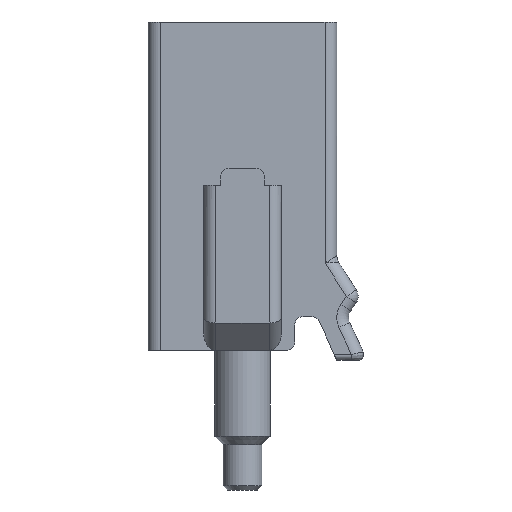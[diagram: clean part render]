
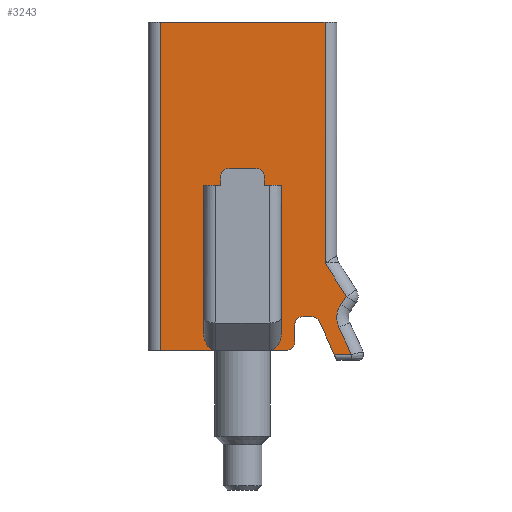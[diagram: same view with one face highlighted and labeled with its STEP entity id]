
A CAD part, left-side view. The second image highlights one B-rep face of the part: STEP entity #3243.
In plain terms, the highlighted planar face has unit normal (-1, 0, 0).
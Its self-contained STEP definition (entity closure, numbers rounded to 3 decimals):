
#52=PLANE('',#3507);
#143=LINE('',#4921,#459);
#145=LINE('',#4928,#461);
#181=LINE('',#5194,#497);
#187=LINE('',#5305,#503);
#197=LINE('',#5338,#513);
#202=LINE('',#5353,#518);
#203=LINE('',#5356,#519);
#204=LINE('',#5358,#520);
#205=LINE('',#5360,#521);
#206=LINE('',#5362,#522);
#207=LINE('',#5366,#523);
#208=LINE('',#5368,#524);
#209=LINE('',#5370,#525);
#210=LINE('',#5374,#526);
#211=LINE('',#5378,#527);
#212=LINE('',#5380,#528);
#213=LINE('',#5382,#529);
#214=LINE('',#5385,#530);
#215=LINE('',#5387,#531);
#459=VECTOR('',#3822,10.);
#461=VECTOR('',#3830,10.);
#497=VECTOR('',#3948,10.);
#503=VECTOR('',#3978,10.);
#513=VECTOR('',#4014,10.);
#518=VECTOR('',#4027,10.);
#519=VECTOR('',#4030,10.);
#520=VECTOR('',#4031,10.);
#521=VECTOR('',#4032,10.);
#522=VECTOR('',#4033,10.);
#523=VECTOR('',#4036,10.);
#524=VECTOR('',#4037,10.);
#525=VECTOR('',#4038,10.);
#526=VECTOR('',#4041,10.);
#527=VECTOR('',#4044,10.);
#528=VECTOR('',#4045,10.);
#529=VECTOR('',#4046,10.);
#530=VECTOR('',#4049,10.);
#531=VECTOR('',#4050,10.);
#887=FACE_OUTER_BOUND('',#1088,.T.);
#1088=EDGE_LOOP('',(#2381,#2382,#2383,#2384,#2385,#2386,#2387,#2388,#2389,
#2390,#2391,#2392,#2393,#2394,#2395,#2396,#2397,#2398,#2399,#2400,#2401,
#2402,#2403,#2404,#2405,#2406,#2407));
#1278=ELLIPSE('',#3509,0.495,0.35);
#1279=ELLIPSE('',#3512,0.495,0.35);
#1324=CIRCLE('',#3501,0.25);
#1326=CIRCLE('',#3505,0.25);
#1328=CIRCLE('',#3508,0.7);
#1329=CIRCLE('',#3510,0.25);
#1330=CIRCLE('',#3511,0.25);
#1331=CIRCLE('',#3513,0.25);
#1427=VERTEX_POINT('',#4859);
#1436=VERTEX_POINT('',#4920);
#1438=VERTEX_POINT('',#4926);
#1489=VERTEX_POINT('',#5187);
#1492=VERTEX_POINT('',#5192);
#1501=VERTEX_POINT('',#5304);
#1509=VERTEX_POINT('',#5331);
#1511=VERTEX_POINT('',#5337);
#1513=VERTEX_POINT('',#5343);
#1514=VERTEX_POINT('',#5344);
#1517=VERTEX_POINT('',#5352);
#1518=VERTEX_POINT('',#5354);
#1519=VERTEX_POINT('',#5357);
#1520=VERTEX_POINT('',#5359);
#1521=VERTEX_POINT('',#5361);
#1522=VERTEX_POINT('',#5363);
#1523=VERTEX_POINT('',#5365);
#1524=VERTEX_POINT('',#5367);
#1525=VERTEX_POINT('',#5369);
#1526=VERTEX_POINT('',#5371);
#1527=VERTEX_POINT('',#5373);
#1528=VERTEX_POINT('',#5375);
#1529=VERTEX_POINT('',#5377);
#1530=VERTEX_POINT('',#5379);
#1531=VERTEX_POINT('',#5381);
#1532=VERTEX_POINT('',#5383);
#1533=VERTEX_POINT('',#5386);
#1735=EDGE_CURVE('',#1427,#1436,#143,.T.);
#1739=EDGE_CURVE('',#1438,#1427,#145,.T.);
#1806=EDGE_CURVE('',#1492,#1489,#181,.T.);
#1820=EDGE_CURVE('',#1501,#1489,#187,.F.);
#1833=EDGE_CURVE('',#1501,#1509,#1324,.T.);
#1836=EDGE_CURVE('',#1511,#1509,#197,.T.);
#1839=EDGE_CURVE('',#1513,#1514,#1326,.T.);
#1843=EDGE_CURVE('',#1517,#1492,#202,.T.);
#1844=EDGE_CURVE('',#1518,#1517,#1328,.T.);
#1845=EDGE_CURVE('',#1436,#1518,#203,.T.);
#1846=EDGE_CURVE('',#1519,#1438,#204,.T.);
#1847=EDGE_CURVE('',#1520,#1519,#205,.T.);
#1848=EDGE_CURVE('',#1520,#1521,#206,.T.);
#1849=EDGE_CURVE('',#1521,#1522,#1278,.T.);
#1850=EDGE_CURVE('',#1522,#1523,#207,.T.);
#1851=EDGE_CURVE('',#1523,#1524,#208,.T.);
#1852=EDGE_CURVE('',#1524,#1525,#209,.T.);
#1853=EDGE_CURVE('',#1526,#1525,#1329,.F.);
#1854=EDGE_CURVE('',#1526,#1527,#210,.T.);
#1855=EDGE_CURVE('',#1528,#1527,#1330,.F.);
#1856=EDGE_CURVE('',#1528,#1529,#211,.T.);
#1857=EDGE_CURVE('',#1529,#1530,#212,.T.);
#1858=EDGE_CURVE('',#1530,#1531,#213,.T.);
#1859=EDGE_CURVE('',#1532,#1531,#1279,.F.);
#1860=EDGE_CURVE('',#1532,#1514,#214,.T.);
#1861=EDGE_CURVE('',#1513,#1533,#215,.T.);
#1862=EDGE_CURVE('',#1511,#1533,#1331,.T.);
#2381=ORIENTED_EDGE('',*,*,#1806,.F.);
#2382=ORIENTED_EDGE('',*,*,#1843,.F.);
#2383=ORIENTED_EDGE('',*,*,#1844,.F.);
#2384=ORIENTED_EDGE('',*,*,#1845,.F.);
#2385=ORIENTED_EDGE('',*,*,#1735,.F.);
#2386=ORIENTED_EDGE('',*,*,#1739,.F.);
#2387=ORIENTED_EDGE('',*,*,#1846,.F.);
#2388=ORIENTED_EDGE('',*,*,#1847,.F.);
#2389=ORIENTED_EDGE('',*,*,#1848,.T.);
#2390=ORIENTED_EDGE('',*,*,#1849,.T.);
#2391=ORIENTED_EDGE('',*,*,#1850,.T.);
#2392=ORIENTED_EDGE('',*,*,#1851,.T.);
#2393=ORIENTED_EDGE('',*,*,#1852,.T.);
#2394=ORIENTED_EDGE('',*,*,#1853,.F.);
#2395=ORIENTED_EDGE('',*,*,#1854,.T.);
#2396=ORIENTED_EDGE('',*,*,#1855,.F.);
#2397=ORIENTED_EDGE('',*,*,#1856,.T.);
#2398=ORIENTED_EDGE('',*,*,#1857,.T.);
#2399=ORIENTED_EDGE('',*,*,#1858,.T.);
#2400=ORIENTED_EDGE('',*,*,#1859,.F.);
#2401=ORIENTED_EDGE('',*,*,#1860,.T.);
#2402=ORIENTED_EDGE('',*,*,#1839,.F.);
#2403=ORIENTED_EDGE('',*,*,#1861,.T.);
#2404=ORIENTED_EDGE('',*,*,#1862,.F.);
#2405=ORIENTED_EDGE('',*,*,#1836,.T.);
#2406=ORIENTED_EDGE('',*,*,#1833,.F.);
#2407=ORIENTED_EDGE('',*,*,#1820,.T.);
#3243=ADVANCED_FACE('',(#887),#52,.T.);
#3501=AXIS2_PLACEMENT_3D('',#5332,#4007,#4008);
#3505=AXIS2_PLACEMENT_3D('',#5345,#4019,#4020);
#3507=AXIS2_PLACEMENT_3D('',#5351,#4025,#4026);
#3508=AXIS2_PLACEMENT_3D('',#5355,#4028,#4029);
#3509=AXIS2_PLACEMENT_3D('',#5364,#4034,#4035);
#3510=AXIS2_PLACEMENT_3D('',#5372,#4039,#4040);
#3511=AXIS2_PLACEMENT_3D('',#5376,#4042,#4043);
#3512=AXIS2_PLACEMENT_3D('',#5384,#4047,#4048);
#3513=AXIS2_PLACEMENT_3D('',#5388,#4051,#4052);
#3822=DIRECTION('',(0.,-0.537,-0.844));
#3830=DIRECTION('',(0.,0.,-1.));
#3948=DIRECTION('',(0.,1.,0.));
#3978=DIRECTION('',(0.,0.407,0.914));
#4007=DIRECTION('center_axis',(-1.,0.,0.));
#4008=DIRECTION('ref_axis',(0.,-0.545,0.839));
#4014=DIRECTION('',(0.,-1.,0.));
#4019=DIRECTION('center_axis',(1.,0.,0.));
#4020=DIRECTION('ref_axis',(0.,-0.707,-0.707));
#4025=DIRECTION('center_axis',(-1.,0.,0.));
#4026=DIRECTION('ref_axis',(0.,-1.,0.));
#4027=DIRECTION('',(0.,-0.419,-0.908));
#4028=DIRECTION('center_axis',(-1.,0.,0.));
#4029=DIRECTION('ref_axis',(0.,0.997,0.078));
#4030=DIRECTION('',(0.,0.555,-0.832));
#4031=DIRECTION('',(0.,-1.,0.));
#4032=DIRECTION('',(0.,0.,1.));
#4033=DIRECTION('',(0.,-1.,0.));
#4034=DIRECTION('center_axis',(1.,0.,0.));
#4035=DIRECTION('ref_axis',(0.,0.,-1.));
#4036=DIRECTION('',(0.,0.,1.));
#4037=DIRECTION('',(0.,-1.,0.));
#4038=DIRECTION('',(0.,0.,1.));
#4039=DIRECTION('center_axis',(1.,0.,0.));
#4040=DIRECTION('ref_axis',(0.,0.707,0.707));
#4041=DIRECTION('',(0.,-1.,0.));
#4042=DIRECTION('center_axis',(1.,0.,0.));
#4043=DIRECTION('ref_axis',(0.,-0.707,0.707));
#4044=DIRECTION('',(0.,0.,-1.));
#4045=DIRECTION('',(0.,-1.,0.));
#4046=DIRECTION('',(0.,0.,-1.));
#4047=DIRECTION('center_axis',(1.,0.,0.));
#4048=DIRECTION('ref_axis',(0.,0.,-1.));
#4049=DIRECTION('',(0.,-1.,0.));
#4050=DIRECTION('',(0.,0.,1.));
#4051=DIRECTION('center_axis',(-1.,0.,0.));
#4052=DIRECTION('ref_axis',(0.,0.707,0.707));
#4859=CARTESIAN_POINT('',(0.,0.35,2.598));
#4920=CARTESIAN_POINT('',(0.,-0.282,1.604));
#4921=CARTESIAN_POINT('',(0.,0.491,2.819));
#4926=CARTESIAN_POINT('',(0.,0.35,9.75));
#4928=CARTESIAN_POINT('',(0.,0.35,0.));
#5187=CARTESIAN_POINT('',(0.,0.078,-0.125));
#5192=CARTESIAN_POINT('',(0.,-0.434,-0.125));
#5194=CARTESIAN_POINT('',(0.,2.35,-0.125));
#5304=CARTESIAN_POINT('',(0.,0.513,0.852));
#5305=CARTESIAN_POINT('',(0.,0.519,0.866));
#5331=CARTESIAN_POINT('',(0.,0.741,1.));
#5332=CARTESIAN_POINT('Origin',(0.,0.741,0.75));
#5337=CARTESIAN_POINT('',(0.,1.,1.));
#5338=CARTESIAN_POINT('',(0.,3.113,1.));
#5343=CARTESIAN_POINT('',(0.,1.25,0.25));
#5344=CARTESIAN_POINT('',(0.,1.5,0.));
#5345=CARTESIAN_POINT('Origin',(0.,1.5,0.25));
#5351=CARTESIAN_POINT('Origin',(0.,5.6,0.));
#5352=CARTESIAN_POINT('',(0.,-0.064,0.675));
#5353=CARTESIAN_POINT('',(0.,0.346,1.564));
#5354=CARTESIAN_POINT('',(0.,-0.117,1.357));
#5355=CARTESIAN_POINT('Origin',(0.,-0.7,0.969));
#5356=CARTESIAN_POINT('',(0.,0.93,-0.214));
#5357=CARTESIAN_POINT('',(0.,5.25,9.75));
#5358=CARTESIAN_POINT('',(0.,5.6,9.75));
#5359=CARTESIAN_POINT('',(0.,5.25,0.));
#5360=CARTESIAN_POINT('',(0.,5.25,0.));
#5361=CARTESIAN_POINT('',(0.,3.6,0.));
#5362=CARTESIAN_POINT('',(0.,5.6,0.));
#5363=CARTESIAN_POINT('',(0.,3.95,0.495));
#5364=CARTESIAN_POINT('Origin',(0.,3.6,0.495));
#5365=CARTESIAN_POINT('',(0.,3.95,4.9));
#5366=CARTESIAN_POINT('',(0.,3.95,2.45));
#5367=CARTESIAN_POINT('',(0.,3.45,4.9));
#5368=CARTESIAN_POINT('',(0.,4.525,4.9));
#5369=CARTESIAN_POINT('',(0.,3.45,5.15));
#5370=CARTESIAN_POINT('',(0.,3.45,2.7));
#5371=CARTESIAN_POINT('',(0.,3.2,5.4));
#5372=CARTESIAN_POINT('Origin',(0.,3.2,5.15));
#5373=CARTESIAN_POINT('',(0.,2.4,5.4));
#5374=CARTESIAN_POINT('',(0.,3.875,5.4));
#5375=CARTESIAN_POINT('',(0.,2.15,5.15));
#5376=CARTESIAN_POINT('Origin',(0.,2.4,5.15));
#5377=CARTESIAN_POINT('',(0.,2.15,4.9));
#5378=CARTESIAN_POINT('',(0.,2.15,2.45));
#5379=CARTESIAN_POINT('',(0.,1.65,4.9));
#5380=CARTESIAN_POINT('',(0.,3.625,4.9));
#5381=CARTESIAN_POINT('',(0.,1.65,0.495));
#5382=CARTESIAN_POINT('',(0.,1.65,0.));
#5383=CARTESIAN_POINT('',(0.,2.,0.));
#5384=CARTESIAN_POINT('Origin',(0.,2.,0.495));
#5385=CARTESIAN_POINT('',(0.,5.6,0.));
#5386=CARTESIAN_POINT('',(0.,1.25,0.75));
#5387=CARTESIAN_POINT('',(0.,1.25,0.));
#5388=CARTESIAN_POINT('Origin',(0.,1.,0.75));
